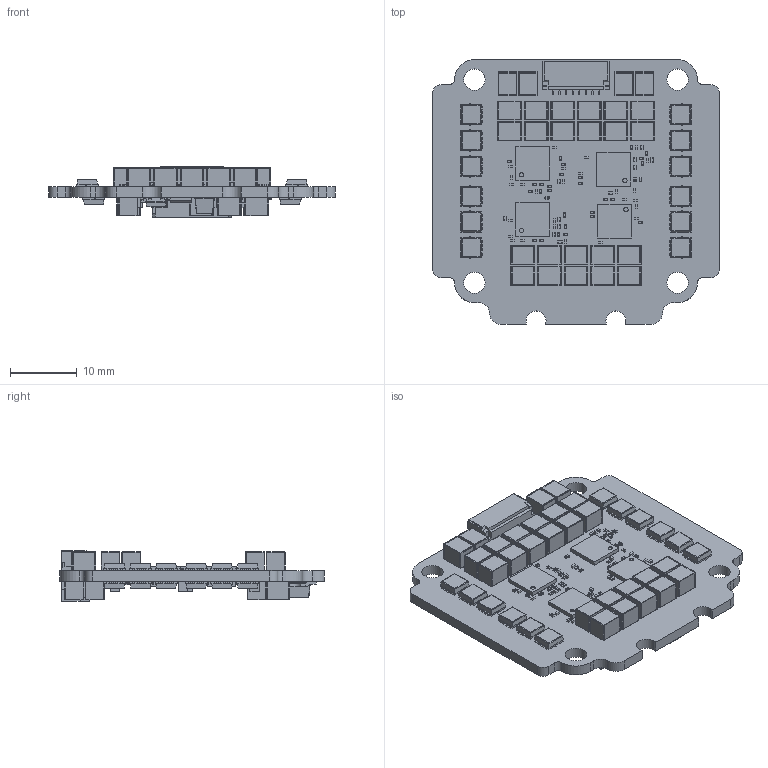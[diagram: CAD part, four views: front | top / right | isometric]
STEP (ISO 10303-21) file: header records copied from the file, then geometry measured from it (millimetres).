
FILE_DESCRIPTION(('Open CASCADE Model'),'2;1');
FILE_NAME('Open CASCADE Shape Model','2024-06-18T13:06:31',('Author'),( 'Open CASCADE'),'Open CASCADE STEP processor 7.5','Open CASCADE 7.5' ,'Unknown');
FILE_SCHEMA(('AUTOMOTIVE_DESIGN { 1 0 10303 214 1 1 1 1 }'));
Length unit declared in the file: millimetre
Products named in the file (351): PCB; BoardARK_4_IN_1_ESC; Open CASCADE STEP translator 7.5 1.1.1; D11ARK_4_IN_1_ESC; UDFN10P50_250X100X55L35X20N; D9ARK_4_IN_1_ESC; D8ARK_4_IN_1_ESC; D7ARK_4_IN_1_ESC; Q2_A3ARK_4_IN_1_ESC; SIS468DN-T1-GE3--3DModel-STEP-56544; Q6_A4ARK_4_IN_1_ESC; Q6_A3ARK_4_IN_1_ESC; Q6_A2ARK_4_IN_1_ESC; Q6_A1ARK_4_IN_1_ESC; Q5_A4ARK_4_IN_1_ESC; Q5_A3ARK_4_IN_1_ESC; Q5_A2ARK_4_IN_1_ESC; Q5_A1ARK_4_IN_1_ESC; Q4_A4ARK_4_IN_1_ESC; Q4_A3ARK_4_IN_1_ESC; Q4_A2ARK_4_IN_1_ESC; Q4_A1ARK_4_IN_1_ESC; C50ARK_4_IN_1_ESC; 7143268432; Terminal; Open CASCADE STEP translator 6.8 3.1.1; Open CASCADE STEP translator 6.8 3.1.2; Mid_Body; Open CASCADE STEP translator 6.8 3.2.1; C49ARK_4_IN_1_ESC; 7143268032; C48ARK_4_IN_1_ESC; C47ARK_4_IN_1_ESC; C46ARK_4_IN_1_ESC; C45ARK_4_IN_1_ESC; C44ARK_4_IN_1_ESC; 7143268672; C43ARK_4_IN_1_ESC; C42ARK_4_IN_1_ESC; C41ARK_4_IN_1_ESC ...
Assembly tree (705 placements, depth 5):
  PCB
    BoardARK_4_IN_1_ESC
      Open CASCADE STEP translator 7.5 1.1.1
    D11ARK_4_IN_1_ESC
      UDFN10P50_250X100X55L35X20N
    D9ARK_4_IN_1_ESC
      UDFN10P50_250X100X55L35X20N
    D8ARK_4_IN_1_ESC
      UDFN10P50_250X100X55L35X20N
    D7ARK_4_IN_1_ESC
      UDFN10P50_250X100X55L35X20N
    Q2_A3ARK_4_IN_1_ESC
      SIS468DN-T1-GE3--3DModel-STEP-56544
    Q6_A4ARK_4_IN_1_ESC
      SIS468DN-T1-GE3--3DModel-STEP-56544
    Q6_A3ARK_4_IN_1_ESC
      SIS468DN-T1-GE3--3DModel-STEP-56544
    Q6_A2ARK_4_IN_1_ESC
      SIS468DN-T1-GE3--3DModel-STEP-56544
    Q6_A1ARK_4_IN_1_ESC
      SIS468DN-T1-GE3--3DModel-STEP-56544
    Q5_A4ARK_4_IN_1_ESC
      SIS468DN-T1-GE3--3DModel-STEP-56544
    Q5_A3ARK_4_IN_1_ESC
      SIS468DN-T1-GE3--3DModel-STEP-56544
    Q5_A2ARK_4_IN_1_ESC
      SIS468DN-T1-GE3--3DModel-STEP-56544
    Q5_A1ARK_4_IN_1_ESC
      SIS468DN-T1-GE3--3DModel-STEP-56544
    Q4_A4ARK_4_IN_1_ESC
      SIS468DN-T1-GE3--3DModel-STEP-56544
    Q4_A3ARK_4_IN_1_ESC
      SIS468DN-T1-GE3--3DModel-STEP-56544
    Q4_A2ARK_4_IN_1_ESC
      SIS468DN-T1-GE3--3DModel-STEP-56544
    Q4_A1ARK_4_IN_1_ESC
      SIS468DN-T1-GE3--3DModel-STEP-56544
    C50ARK_4_IN_1_ESC
      7143268432
        Terminal
          Open CASCADE STEP translator 6.8 3.1.1
          Open CASCADE STEP translator 6.8 3.1.2
        Mid_Body
          Open CASCADE STEP translator 6.8 3.2.1
    C49ARK_4_IN_1_ESC
      7143268032
        Terminal
          Open CASCADE STEP translator 6.8 3.1.1
          Open CASCADE STEP translator 6.8 3.1.2
        Mid_Body
          Open CASCADE STEP translator 6.8 3.2.1
    C48ARK_4_IN_1_ESC
      7143268432
        Terminal
          Open CASCADE STEP translator 6.8 3.1.1
          Open CASCADE STEP translator 6.8 3.1.2
        Mid_Body
          Open CASCADE STEP translator 6.8 3.2.1
    C47ARK_4_IN_1_ESC
      7143268432
Bounding box: 43 x 39.75 x 7.55 mm (x, y, z)
Volume: 4112.9 mm3; surface area: 9582.2 mm2
Topology: 997 solids, 1005 shells, 12780 faces, 29018 edges, 17620 vertices
Faces by surface type: plane 10279, cylinder 1661, sphere 664, bspline 168, torus 8
Full cylindrical faces by diameter (mm): 0.512 x4, 0.637 x4, 3.2 x4
Entity records: 60010 total; most frequent: CARTESIAN_POINT 11917, DIRECTION 8951, ORIENTED_EDGE 7591, EDGE_CURVE 3798, LINE 3029, VECTOR 3029, AXIS2_PLACEMENT_3D 2961, VERTEX_POINT 2375
